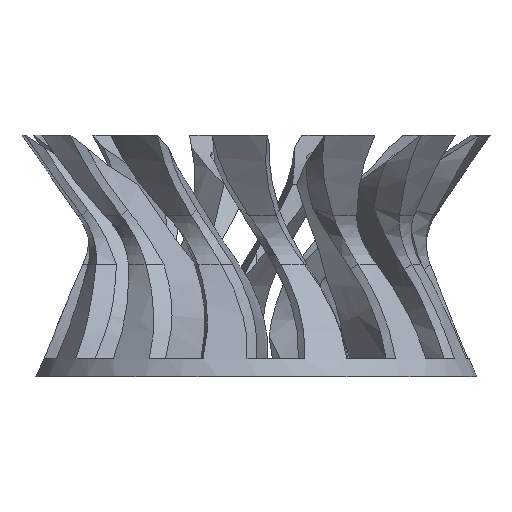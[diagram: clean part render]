
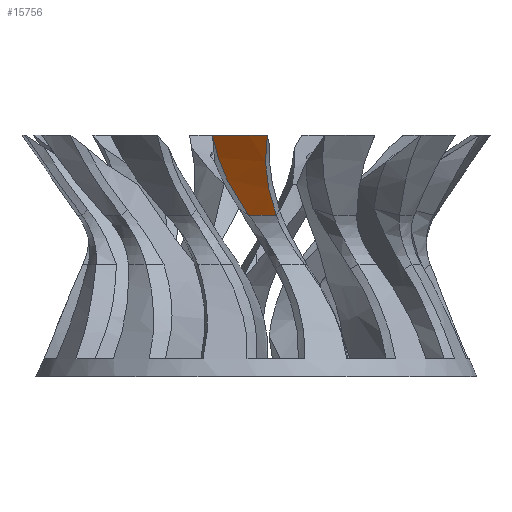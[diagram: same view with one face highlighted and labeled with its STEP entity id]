
A CAD part, left-side view. The second image highlights one B-rep face of the part: STEP entity #15756.
In plain terms, the highlighted conical face has half-angle 34.487 degrees and reference radius 90 mm.
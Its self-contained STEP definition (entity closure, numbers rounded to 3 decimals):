
#7123 = EDGE_CURVE('',#7124,#7126,#7128,.T.);
#7124 = VERTEX_POINT('',#7125);
#7125 = CARTESIAN_POINT('',(-68.807,2.894,
    -155.726));
#7126 = VERTEX_POINT('',#7127);
#7127 = CARTESIAN_POINT('',(-68.441,-7.655,
    -155.726));
#7128 = CIRCLE('',#7129,68.868);
#7129 = AXIS2_PLACEMENT_3D('',#7130,#7131,#7132);
#7130 = CARTESIAN_POINT('',(0.,0.,-155.726));
#7131 = DIRECTION('',(-0.,0.,1.));
#7132 = DIRECTION('',(1.,0.,0.));
#15756 = ADVANCED_FACE('',(#15757),#15840,.T.);
#15757 = FACE_BOUND('',#15758,.F.);
#15758 = EDGE_LOOP('',(#15759,#15760,#15812,#15821));
#15759 = ORIENTED_EDGE('',*,*,#7123,.F.);
#15760 = ORIENTED_EDGE('',*,*,#15761,.T.);
#15761 = EDGE_CURVE('',#7124,#15762,#15764,.T.);
#15762 = VERTEX_POINT('',#15763);
#15763 = CARTESIAN_POINT('',(-88.411,16.837,
    -124.964));
#15764 = B_SPLINE_CURVE_WITH_KNOTS('',10,(#15765,#15766,#15767,#15768,
    #15769,#15770,#15771,#15772,#15773,#15774,#15775,#15776,#15777,
    #15778,#15779,#15780,#15781,#15782,#15783,#15784,#15785,#15786,
    #15787,#15788,#15789,#15790,#15791,#15792,#15793,#15794,#15795,
    #15796,#15797,#15798,#15799,#15800,#15801,#15802,#15803,#15804,
    #15805,#15806,#15807,#15808,#15809,#15810,#15811),.UNSPECIFIED.,.F.,
  .F.,(11,9,9,9,9,11),(59.681,60.529,61.376,
    75.802,102.581,108.943),.UNSPECIFIED.);
#15765 = CARTESIAN_POINT('',(-68.807,2.894,
    -155.726));
#15766 = CARTESIAN_POINT('',(-68.846,2.937,
    -155.668));
#15767 = CARTESIAN_POINT('',(-68.884,2.979,
    -155.61));
#15768 = CARTESIAN_POINT('',(-68.922,3.021,
    -155.552));
#15769 = CARTESIAN_POINT('',(-68.96,3.063,
    -155.494));
#15770 = CARTESIAN_POINT('',(-68.998,3.105,
    -155.436));
#15771 = CARTESIAN_POINT('',(-69.036,3.147,
    -155.378));
#15772 = CARTESIAN_POINT('',(-69.073,3.189,
    -155.32));
#15773 = CARTESIAN_POINT('',(-69.111,3.23,
    -155.262));
#15774 = CARTESIAN_POINT('',(-69.149,3.271,
    -155.205));
#15775 = CARTESIAN_POINT('',(-69.224,3.354,
    -155.089));
#15776 = CARTESIAN_POINT('',(-69.262,3.395,
    -155.032));
#15777 = CARTESIAN_POINT('',(-69.299,3.435,
    -154.974));
#15778 = CARTESIAN_POINT('',(-69.338,3.477,
    -154.915));
#15779 = CARTESIAN_POINT('',(-69.373,3.515,
    -154.861));
#15780 = CARTESIAN_POINT('',(-69.414,3.559,
    -154.798));
#15781 = CARTESIAN_POINT('',(-69.447,3.595,
    -154.748));
#15782 = CARTESIAN_POINT('',(-69.489,3.639,
    -154.684));
#15783 = CARTESIAN_POINT('',(-69.523,3.676,
    -154.631));
#15784 = CARTESIAN_POINT('',(-70.218,4.415,
    -153.564));
#15785 = CARTESIAN_POINT('',(-70.869,5.102,
    -152.554));
#15786 = CARTESIAN_POINT('',(-71.517,5.776,
    -151.541));
#15787 = CARTESIAN_POINT('',(-72.161,6.437,
    -150.525));
#15788 = CARTESIAN_POINT('',(-72.804,7.083,
    -149.506));
#15789 = CARTESIAN_POINT('',(-73.445,7.712,
    -148.484));
#15790 = CARTESIAN_POINT('',(-74.085,8.324,
    -147.46));
#15791 = CARTESIAN_POINT('',(-74.725,8.917,
    -146.433));
#15792 = CARTESIAN_POINT('',(-75.365,9.49,
    -145.404));
#15793 = CARTESIAN_POINT('',(-77.198,11.07,
    -142.458));
#15794 = CARTESIAN_POINT('',(-78.393,12.026,
    -140.535));
#15795 = CARTESIAN_POINT('',(-79.595,12.908,
    -138.606));
#15796 = CARTESIAN_POINT('',(-80.809,13.71,
    -136.669));
#15797 = CARTESIAN_POINT('',(-82.037,14.431,
    -134.728));
#15798 = CARTESIAN_POINT('',(-83.279,15.071,
    -132.781));
#15799 = CARTESIAN_POINT('',(-84.538,15.631,
    -130.831));
#15800 = CARTESIAN_POINT('',(-85.813,16.11,
    -128.878));
#15801 = CARTESIAN_POINT('',(-87.104,16.511,
    -126.922));
#15802 = CARTESIAN_POINT('',(-88.721,16.915,
    -124.499));
#15803 = CARTESIAN_POINT('',(-89.041,16.994,
    -124.021));
#15804 = CARTESIAN_POINT('',(-89.369,17.076,
    -123.529));
#15805 = CARTESIAN_POINT('',(-89.705,17.16,
    -123.025));
#15806 = CARTESIAN_POINT('',(-90.051,17.246,
    -122.508));
#15807 = CARTESIAN_POINT('',(-90.405,17.334,
    -121.977));
#15808 = CARTESIAN_POINT('',(-90.768,17.425,
    -121.433));
#15809 = CARTESIAN_POINT('',(-91.14,17.518,
    -120.876));
#15810 = CARTESIAN_POINT('',(-91.52,17.612,
    -120.306));
#15811 = CARTESIAN_POINT('',(-91.91,17.71,
    -119.723));
#15812 = ORIENTED_EDGE('',*,*,#15813,.T.);
#15813 = EDGE_CURVE('',#15762,#15814,#15816,.T.);
#15814 = VERTEX_POINT('',#15815);
#15815 = CARTESIAN_POINT('',(-89.901,-4.224,
    -124.964));
#15816 = CIRCLE('',#15817,90.);
#15817 = AXIS2_PLACEMENT_3D('',#15818,#15819,#15820);
#15818 = CARTESIAN_POINT('',(0.,0.,-124.964));
#15819 = DIRECTION('',(-0.,0.,1.));
#15820 = DIRECTION('',(1.,0.,0.));
#15821 = ORIENTED_EDGE('',*,*,#15822,.F.);
#15822 = EDGE_CURVE('',#7126,#15814,#15823,.T.);
#15823 = B_SPLINE_CURVE_WITH_KNOTS('',8,(#15824,#15825,#15826,#15827,
    #15828,#15829,#15830,#15831,#15832,#15833,#15834,#15835,#15836,
    #15837,#15838,#15839),.UNSPECIFIED.,.F.,.F.,(9,7,9),(63.923
    ,101.885,108.219),.UNSPECIFIED.);
#15824 = CARTESIAN_POINT('',(-68.441,-7.655,
    -155.726));
#15825 = CARTESIAN_POINT('',(-71.184,-6.337,
    -151.971));
#15826 = CARTESIAN_POINT('',(-73.896,-5.175,
    -148.174));
#15827 = CARTESIAN_POINT('',(-76.609,-4.208,
    -144.31));
#15828 = CARTESIAN_POINT('',(-79.307,-3.56,
    -140.416));
#15829 = CARTESIAN_POINT('',(-82.005,-3.245,
    -136.507));
#15830 = CARTESIAN_POINT('',(-84.672,-3.268,
    -132.628));
#15831 = CARTESIAN_POINT('',(-87.308,-3.603,
    -128.777));
#15832 = CARTESIAN_POINT('',(-90.333,-4.328,
    -124.328));
#15833 = CARTESIAN_POINT('',(-90.768,-4.432,
    -123.688));
#15834 = CARTESIAN_POINT('',(-91.206,-4.537,
    -123.045));
#15835 = CARTESIAN_POINT('',(-91.646,-4.642,
    -122.398));
#15836 = CARTESIAN_POINT('',(-92.088,-4.748,
    -121.747));
#15837 = CARTESIAN_POINT('',(-92.533,-4.855,
    -121.093));
#15838 = CARTESIAN_POINT('',(-92.981,-4.962,
    -120.435));
#15839 = CARTESIAN_POINT('',(-93.431,-5.07,
    -119.773));
#15840 = CONICAL_SURFACE('',#15841,90.,0.602);
#15841 = AXIS2_PLACEMENT_3D('',#15842,#15843,#15844);
#15842 = CARTESIAN_POINT('',(0.,0.,-124.964));
#15843 = DIRECTION('',(0.,0.,1.));
#15844 = DIRECTION('',(1.,0.,0.));
